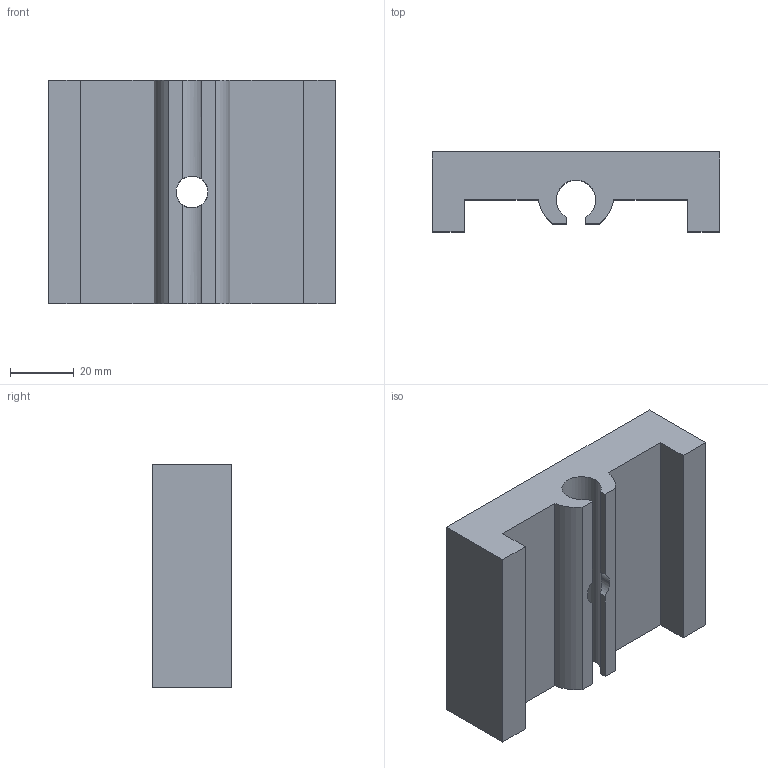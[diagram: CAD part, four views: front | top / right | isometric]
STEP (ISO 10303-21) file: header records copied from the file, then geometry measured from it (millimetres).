
FILE_DESCRIPTION(('FreeCAD Model'),'2;1');
FILE_NAME('Open CASCADE Shape Model','2024-11-22T14:44:15',(''),(''), 'Open CASCADE STEP processor 7.6','FreeCAD','Unknown');
FILE_SCHEMA(('AUTOMOTIVE_DESIGN { 1 0 10303 214 1 1 1 1 }'));
Length unit declared in the file: millimetre
Products named in the file (1): Body
Bounding box: 90 x 25 x 70 mm (x, y, z)
Volume: 109374.9 mm3; surface area: 23579.2 mm2
Topology: 1 solids, 1 shells, 24 faces, 66 edges, 44 vertices
Faces by surface type: plane 17, cylinder 7
Full cylindrical faces by diameter (mm): 10 x1
Entity records: 1046 total; most frequent: CARTESIAN_POINT 403, ORIENTED_EDGE 132, DIRECTION 122, EDGE_CURVE 66, LINE 52, VECTOR 52, VERTEX_POINT 44, AXIS2_PLACEMENT_3D 35
